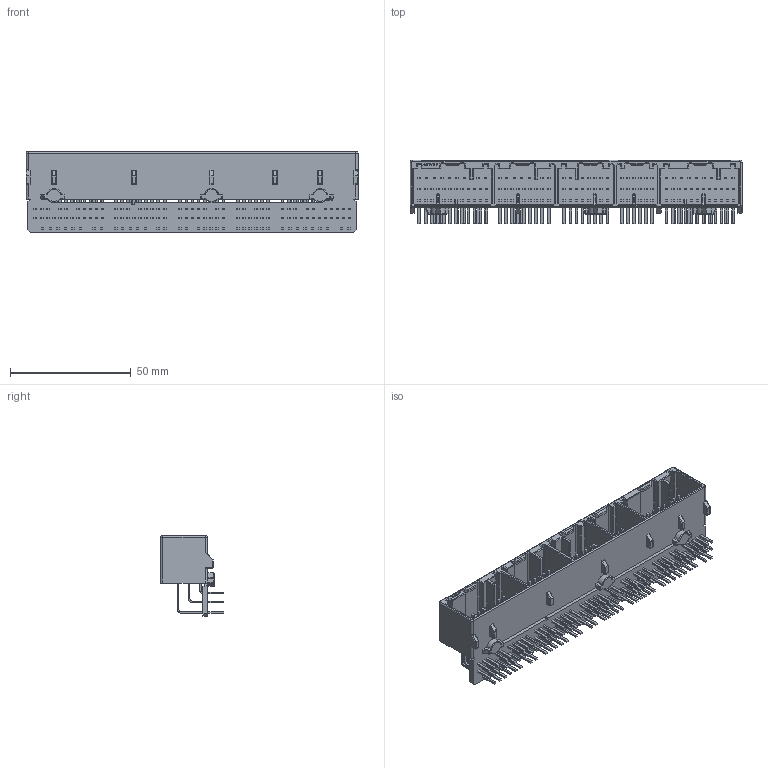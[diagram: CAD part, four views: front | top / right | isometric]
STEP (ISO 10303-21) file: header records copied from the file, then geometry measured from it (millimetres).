
FILE_DESCRIPTION((''),'2;1');
FILE_NAME('C-1318612-1','2008-10-01T',('workeradm'),('Tyco Electronics Corporation'),'PRO/ENGINEER BY PARAMETRIC TECHNOLOGY CORPORATION, 2005450','PRO/ENGINEER BY PARAMETRIC TECHNOLOGY CORPORATION, 2005450','');
FILE_SCHEMA(('CONFIG_CONTROL_DESIGN', 'GEOMETRIC_VALIDATION_PROPERTIES_MIM'));
Products named in the file (1): C-1318612-1
Bounding box: 137.4 x 26.3 x 33.45 mm (x, y, z)
Volume: 25103.9 mm3; surface area: 35268.8 mm2
Topology: 1 solids, 1 shells, 2892 faces, 7598 edges, 4965 vertices
Faces by surface type: plane 2434, cylinder 391, sphere 46, torus 17, bspline 2, extrusion 2
Entity records: 88306 total; most frequent: CARTESIAN_POINT 15703, ORIENTED_EDGE 15196, DIRECTION 14077, EDGE_CURVE 7598, VECTOR 6801, LINE 6799, VERTEX_POINT 4965, AXIS2_PLACEMENT_3D 3638
